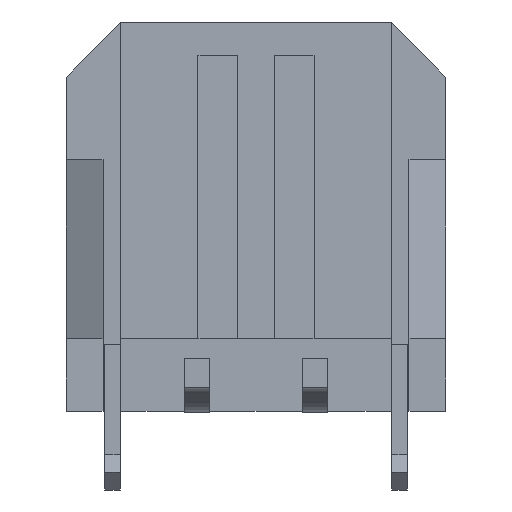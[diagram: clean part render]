
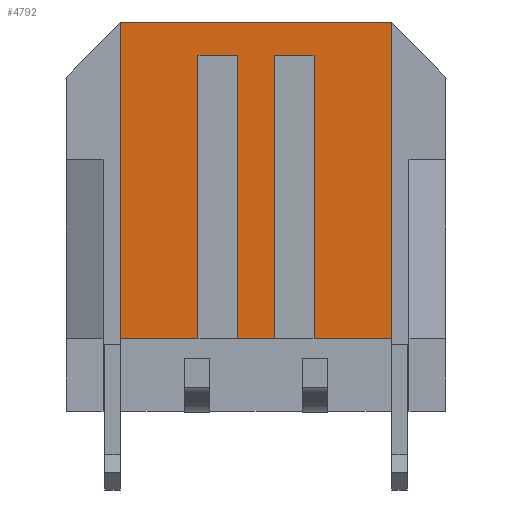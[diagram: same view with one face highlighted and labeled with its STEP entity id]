
A CAD part, front view. The second image highlights one B-rep face of the part: STEP entity #4792.
In plain terms, the highlighted planar face has unit normal (0, -1, 0).
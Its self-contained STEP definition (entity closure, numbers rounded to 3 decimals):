
#1373=DIRECTION('',(0.,0.,-1.));
#1374=VECTOR('',#1373,8.035);
#1375=CARTESIAN_POINT('',(-3.44,-1.93,4.935));
#1376=LINE('',#1375,#1374);
#1377=DIRECTION('',(-0.707,0.,-0.707));
#1378=VECTOR('',#1377,0.021);
#1379=CARTESIAN_POINT('',(-3.425,-1.93,4.95));
#1380=LINE('',#1379,#1378);
#1381=DIRECTION('',(1.,0.,0.));
#1382=VECTOR('',#1381,6.85);
#1383=CARTESIAN_POINT('',(-3.425,-1.93,4.95));
#1384=LINE('',#1383,#1382);
#1385=DIRECTION('',(-0.707,0.,0.707));
#1386=VECTOR('',#1385,0.021);
#1387=CARTESIAN_POINT('',(3.44,-1.93,4.935));
#1388=LINE('',#1387,#1386);
#1389=DIRECTION('',(0.,0.,-1.));
#1390=VECTOR('',#1389,8.035);
#1391=CARTESIAN_POINT('',(3.44,-1.93,4.935));
#1392=LINE('',#1391,#1390);
#1393=DIRECTION('',(-1.,0.,0.));
#1394=VECTOR('',#1393,1.965);
#1395=CARTESIAN_POINT('',(3.44,-1.93,-3.1));
#1396=LINE('',#1395,#1394);
#1397=DIRECTION('',(0.,0.,1.));
#1398=VECTOR('',#1397,7.2);
#1399=CARTESIAN_POINT('',(1.475,-1.93,-3.1));
#1400=LINE('',#1399,#1398);
#1401=DIRECTION('',(-1.,0.,0.));
#1402=VECTOR('',#1401,1.);
#1403=CARTESIAN_POINT('',(1.475,-1.93,4.1));
#1404=LINE('',#1403,#1402);
#1405=DIRECTION('',(0.,0.,1.));
#1406=VECTOR('',#1405,7.2);
#1407=CARTESIAN_POINT('',(0.475,-1.93,-3.1));
#1408=LINE('',#1407,#1406);
#1409=DIRECTION('',(-1.,0.,0.));
#1410=VECTOR('',#1409,0.95);
#1411=CARTESIAN_POINT('',(0.475,-1.93,-3.1));
#1412=LINE('',#1411,#1410);
#1413=DIRECTION('',(0.,0.,1.));
#1414=VECTOR('',#1413,7.2);
#1415=CARTESIAN_POINT('',(-0.475,-1.93,-3.1));
#1416=LINE('',#1415,#1414);
#1417=DIRECTION('',(-1.,0.,0.));
#1418=VECTOR('',#1417,1.);
#1419=CARTESIAN_POINT('',(-0.475,-1.93,4.1));
#1420=LINE('',#1419,#1418);
#1421=DIRECTION('',(0.,0.,1.));
#1422=VECTOR('',#1421,7.2);
#1423=CARTESIAN_POINT('',(-1.475,-1.93,-3.1));
#1424=LINE('',#1423,#1422);
#1425=DIRECTION('',(-1.,0.,0.));
#1426=VECTOR('',#1425,1.965);
#1427=CARTESIAN_POINT('',(-1.475,-1.93,-3.1));
#1428=LINE('',#1427,#1426);
#2425=CARTESIAN_POINT('',(0.475,-1.93,-3.1));
#2426=CARTESIAN_POINT('',(0.475,-1.93,4.1));
#2427=VERTEX_POINT('',#2425);
#2428=VERTEX_POINT('',#2426);
#2429=CARTESIAN_POINT('',(1.475,-1.93,-3.1));
#2430=CARTESIAN_POINT('',(1.475,-1.93,4.1));
#2431=VERTEX_POINT('',#2429);
#2432=VERTEX_POINT('',#2430);
#2477=CARTESIAN_POINT('',(-3.425,-1.93,4.95));
#2478=VERTEX_POINT('',#2477);
#2479=CARTESIAN_POINT('',(3.425,-1.93,4.95));
#2480=VERTEX_POINT('',#2479);
#2565=CARTESIAN_POINT('',(-0.475,-1.93,-3.1));
#2566=VERTEX_POINT('',#2565);
#2575=CARTESIAN_POINT('',(-0.475,-1.93,4.1));
#2576=CARTESIAN_POINT('',(-1.475,-1.93,4.1));
#2577=VERTEX_POINT('',#2575);
#2578=VERTEX_POINT('',#2576);
#2579=CARTESIAN_POINT('',(-1.475,-1.93,-3.1));
#2580=VERTEX_POINT('',#2579);
#2925=CARTESIAN_POINT('',(-3.44,-1.93,4.935));
#2926=CARTESIAN_POINT('',(-3.44,-1.93,-3.1));
#2927=VERTEX_POINT('',#2925);
#2928=VERTEX_POINT('',#2926);
#2929=CARTESIAN_POINT('',(3.44,-1.93,4.935));
#2930=CARTESIAN_POINT('',(3.44,-1.93,-3.1));
#2931=VERTEX_POINT('',#2929);
#2932=VERTEX_POINT('',#2930);
#4765=CARTESIAN_POINT('',(-4.825,-1.93,4.95));
#4766=DIRECTION('',(0.,-1.,0.));
#4767=DIRECTION('',(0.,0.,-1.));
#4768=AXIS2_PLACEMENT_3D('',#4765,#4766,#4767);
#4769=PLANE('',#4768);
#4770=ORIENTED_EDGE('',*,*,#4296,.F.);
#4771=ORIENTED_EDGE('',*,*,#4610,.F.);
#4772=ORIENTED_EDGE('',*,*,#4720,.T.);
#4773=ORIENTED_EDGE('',*,*,#4703,.F.);
#4774=ORIENTED_EDGE('',*,*,#4208,.T.);
#4775=ORIENTED_EDGE('',*,*,#4279,.T.);
#4777=ORIENTED_EDGE('',*,*,#4776,.T.);
#4779=ORIENTED_EDGE('',*,*,#4778,.T.);
#4781=ORIENTED_EDGE('',*,*,#4780,.F.);
#4782=ORIENTED_EDGE('',*,*,#4271,.T.);
#4784=ORIENTED_EDGE('',*,*,#4783,.T.);
#4786=ORIENTED_EDGE('',*,*,#4785,.T.);
#4788=ORIENTED_EDGE('',*,*,#4787,.F.);
#4789=ORIENTED_EDGE('',*,*,#4263,.T.);
#4790=EDGE_LOOP('',(#4770,#4771,#4772,#4773,#4774,#4775,#4777,#4779,#4781,#4782,
#4784,#4786,#4788,#4789));
#4791=FACE_OUTER_BOUND('',#4790,.F.);
#4792=ADVANCED_FACE('',(#4791),#4769,.T.);
#4208=EDGE_CURVE('',#2931,#2932,#1392,.T.);
#4263=EDGE_CURVE('',#2580,#2928,#1428,.T.);
#4271=EDGE_CURVE('',#2427,#2566,#1412,.T.);
#4279=EDGE_CURVE('',#2932,#2431,#1396,.T.);
#4296=EDGE_CURVE('',#2927,#2928,#1376,.T.);
#4610=EDGE_CURVE('',#2478,#2927,#1380,.T.);
#4703=EDGE_CURVE('',#2931,#2480,#1388,.T.);
#4720=EDGE_CURVE('',#2478,#2480,#1384,.T.);
#4776=EDGE_CURVE('',#2431,#2432,#1400,.T.);
#4778=EDGE_CURVE('',#2432,#2428,#1404,.T.);
#4780=EDGE_CURVE('',#2427,#2428,#1408,.T.);
#4783=EDGE_CURVE('',#2566,#2577,#1416,.T.);
#4785=EDGE_CURVE('',#2577,#2578,#1420,.T.);
#4787=EDGE_CURVE('',#2580,#2578,#1424,.T.);
